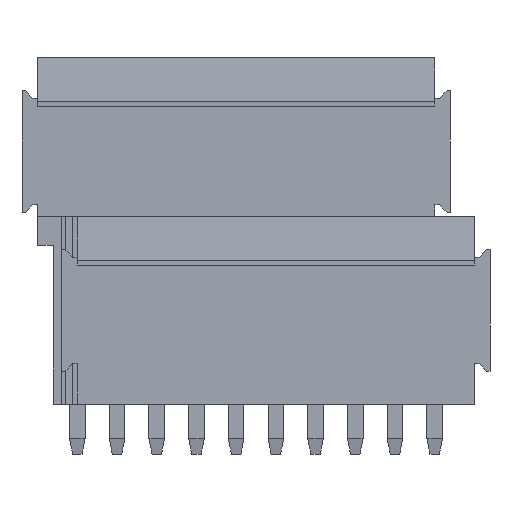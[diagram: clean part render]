
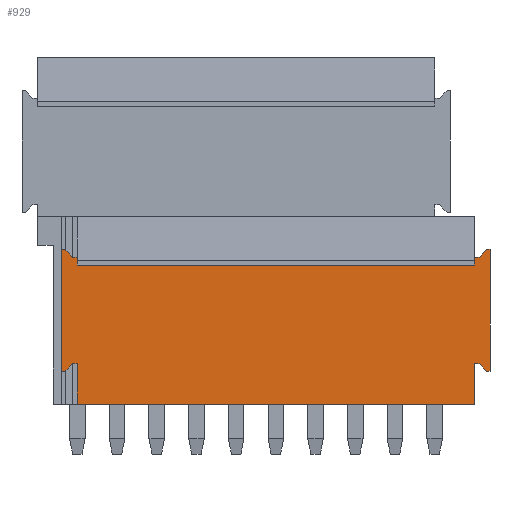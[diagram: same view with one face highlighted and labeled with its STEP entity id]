
A CAD part, front view. The second image highlights one B-rep face of the part: STEP entity #929.
In plain terms, the highlighted planar face has unit normal (0, -1, 0).
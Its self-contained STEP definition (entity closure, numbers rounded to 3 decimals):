
#790=AXIS2_PLACEMENT_3D('Plane Axis2P3D',#787,#788,#789) ;
#694=CARTESIAN_POINT('Vertex',(3.54,0.8,12.1)) ;
#697=CARTESIAN_POINT('Line Origine',(16.24,0.8,12.1)) ;
#701=CARTESIAN_POINT('Vertex',(28.94,0.8,12.1)) ;
#720=CARTESIAN_POINT('Vertex',(3.54,0.8,12.6)) ;
#723=CARTESIAN_POINT('Line Origine',(3.54,0.8,12.35)) ;
#742=CARTESIAN_POINT('Vertex',(3.54,0.8,5.8)) ;
#768=CARTESIAN_POINT('Vertex',(3.54,0.8,3.2)) ;
#771=CARTESIAN_POINT('Line Origine',(3.54,0.8,4.5)) ;
#787=CARTESIAN_POINT('Axis2P3D Location',(1.,0.8,3.2)) ;
#792=CARTESIAN_POINT('Line Origine',(3.39,0.8,12.6)) ;
#796=CARTESIAN_POINT('Vertex',(3.24,0.8,12.6)) ;
#799=CARTESIAN_POINT('Line Origine',(2.99,0.8,12.85)) ;
#803=CARTESIAN_POINT('Vertex',(2.74,0.8,13.1)) ;
#806=CARTESIAN_POINT('Line Origine',(2.64,0.8,13.1)) ;
#810=CARTESIAN_POINT('Vertex',(2.54,0.8,13.1)) ;
#813=CARTESIAN_POINT('Line Origine',(2.54,0.8,9.2)) ;
#817=CARTESIAN_POINT('Vertex',(2.54,0.8,5.3)) ;
#820=CARTESIAN_POINT('Line Origine',(2.64,0.8,5.3)) ;
#824=CARTESIAN_POINT('Vertex',(2.74,0.8,5.3)) ;
#827=CARTESIAN_POINT('Line Origine',(2.99,0.8,5.55)) ;
#831=CARTESIAN_POINT('Vertex',(3.24,0.8,5.8)) ;
#834=CARTESIAN_POINT('Line Origine',(3.39,0.8,5.8)) ;
#839=CARTESIAN_POINT('Line Origine',(16.24,0.8,3.2)) ;
#843=CARTESIAN_POINT('Vertex',(28.94,0.8,3.2)) ;
#846=CARTESIAN_POINT('Line Origine',(28.94,0.8,4.5)) ;
#850=CARTESIAN_POINT('Vertex',(28.94,0.8,5.8)) ;
#853=CARTESIAN_POINT('Line Origine',(29.09,0.8,5.8)) ;
#857=CARTESIAN_POINT('Vertex',(29.24,0.8,5.8)) ;
#860=CARTESIAN_POINT('Line Origine',(29.49,0.8,5.55)) ;
#864=CARTESIAN_POINT('Vertex',(29.74,0.8,5.3)) ;
#867=CARTESIAN_POINT('Line Origine',(29.84,0.8,5.3)) ;
#871=CARTESIAN_POINT('Vertex',(29.94,0.8,5.3)) ;
#874=CARTESIAN_POINT('Line Origine',(29.94,0.8,9.2)) ;
#878=CARTESIAN_POINT('Vertex',(29.94,0.8,13.1)) ;
#881=CARTESIAN_POINT('Line Origine',(29.84,0.8,13.1)) ;
#885=CARTESIAN_POINT('Vertex',(29.74,0.8,13.1)) ;
#888=CARTESIAN_POINT('Line Origine',(29.49,0.8,12.85)) ;
#892=CARTESIAN_POINT('Vertex',(29.24,0.8,12.6)) ;
#895=CARTESIAN_POINT('Line Origine',(29.09,0.8,12.6)) ;
#899=CARTESIAN_POINT('Vertex',(28.94,0.8,12.6)) ;
#902=CARTESIAN_POINT('Line Origine',(28.94,0.8,12.35)) ;
#698=DIRECTION('Vector Direction',(1.,0.,0.)) ;
#724=DIRECTION('Vector Direction',(0.,0.,1.)) ;
#772=DIRECTION('Vector Direction',(0.,0.,1.)) ;
#788=DIRECTION('Axis2P3D Direction',(-0.,1.,0.)) ;
#789=DIRECTION('Axis2P3D XDirection',(0.,0.,1.)) ;
#793=DIRECTION('Vector Direction',(-1.,0.,0.)) ;
#800=DIRECTION('Vector Direction',(-0.707,0.,0.707)) ;
#807=DIRECTION('Vector Direction',(-1.,0.,0.)) ;
#814=DIRECTION('Vector Direction',(0.,0.,-1.)) ;
#821=DIRECTION('Vector Direction',(1.,0.,0.)) ;
#828=DIRECTION('Vector Direction',(0.707,0.,0.707)) ;
#835=DIRECTION('Vector Direction',(1.,0.,0.)) ;
#840=DIRECTION('Vector Direction',(1.,0.,0.)) ;
#847=DIRECTION('Vector Direction',(0.,0.,1.)) ;
#854=DIRECTION('Vector Direction',(-1.,0.,0.)) ;
#861=DIRECTION('Vector Direction',(-0.707,0.,0.707)) ;
#868=DIRECTION('Vector Direction',(-1.,0.,0.)) ;
#875=DIRECTION('Vector Direction',(0.,0.,-1.)) ;
#882=DIRECTION('Vector Direction',(1.,0.,0.)) ;
#889=DIRECTION('Vector Direction',(0.707,0.,0.707)) ;
#896=DIRECTION('Vector Direction',(1.,0.,0.)) ;
#903=DIRECTION('Vector Direction',(0.,0.,1.)) ;
#699=VECTOR('Line Direction',#698,1.) ;
#725=VECTOR('Line Direction',#724,1.) ;
#773=VECTOR('Line Direction',#772,1.) ;
#794=VECTOR('Line Direction',#793,1.) ;
#801=VECTOR('Line Direction',#800,1.) ;
#808=VECTOR('Line Direction',#807,1.) ;
#815=VECTOR('Line Direction',#814,1.) ;
#822=VECTOR('Line Direction',#821,1.) ;
#829=VECTOR('Line Direction',#828,1.) ;
#836=VECTOR('Line Direction',#835,1.) ;
#841=VECTOR('Line Direction',#840,1.) ;
#848=VECTOR('Line Direction',#847,1.) ;
#855=VECTOR('Line Direction',#854,1.) ;
#862=VECTOR('Line Direction',#861,1.) ;
#869=VECTOR('Line Direction',#868,1.) ;
#876=VECTOR('Line Direction',#875,1.) ;
#883=VECTOR('Line Direction',#882,1.) ;
#890=VECTOR('Line Direction',#889,1.) ;
#897=VECTOR('Line Direction',#896,1.) ;
#904=VECTOR('Line Direction',#903,1.) ;
#908=ORIENTED_EDGE('',*,*,#727,.T.) ;
#909=ORIENTED_EDGE('',*,*,#798,.T.) ;
#910=ORIENTED_EDGE('',*,*,#805,.T.) ;
#911=ORIENTED_EDGE('',*,*,#812,.T.) ;
#912=ORIENTED_EDGE('',*,*,#819,.T.) ;
#913=ORIENTED_EDGE('',*,*,#826,.T.) ;
#914=ORIENTED_EDGE('',*,*,#833,.T.) ;
#915=ORIENTED_EDGE('',*,*,#838,.T.) ;
#916=ORIENTED_EDGE('',*,*,#775,.F.) ;
#917=ORIENTED_EDGE('',*,*,#845,.T.) ;
#918=ORIENTED_EDGE('',*,*,#852,.T.) ;
#919=ORIENTED_EDGE('',*,*,#859,.T.) ;
#920=ORIENTED_EDGE('',*,*,#866,.T.) ;
#921=ORIENTED_EDGE('',*,*,#873,.T.) ;
#922=ORIENTED_EDGE('',*,*,#880,.T.) ;
#923=ORIENTED_EDGE('',*,*,#887,.T.) ;
#924=ORIENTED_EDGE('',*,*,#894,.T.) ;
#925=ORIENTED_EDGE('',*,*,#901,.T.) ;
#926=ORIENTED_EDGE('',*,*,#906,.T.) ;
#927=ORIENTED_EDGE('',*,*,#703,.F.) ;
#929=ADVANCED_FACE('Housing',(#928),#791,.F.) ;
#703=EDGE_CURVE('',#695,#702,#700,.T.) ;
#727=EDGE_CURVE('',#695,#721,#726,.T.) ;
#775=EDGE_CURVE('',#769,#743,#774,.T.) ;
#798=EDGE_CURVE('',#721,#797,#795,.T.) ;
#805=EDGE_CURVE('',#797,#804,#802,.T.) ;
#812=EDGE_CURVE('',#804,#811,#809,.T.) ;
#819=EDGE_CURVE('',#811,#818,#816,.T.) ;
#826=EDGE_CURVE('',#818,#825,#823,.T.) ;
#833=EDGE_CURVE('',#825,#832,#830,.T.) ;
#838=EDGE_CURVE('',#832,#743,#837,.T.) ;
#845=EDGE_CURVE('',#769,#844,#842,.T.) ;
#852=EDGE_CURVE('',#844,#851,#849,.T.) ;
#859=EDGE_CURVE('',#851,#858,#856,.F.) ;
#866=EDGE_CURVE('',#858,#865,#863,.F.) ;
#873=EDGE_CURVE('',#865,#872,#870,.F.) ;
#880=EDGE_CURVE('',#872,#879,#877,.F.) ;
#887=EDGE_CURVE('',#879,#886,#884,.F.) ;
#894=EDGE_CURVE('',#886,#893,#891,.F.) ;
#901=EDGE_CURVE('',#893,#900,#898,.F.) ;
#906=EDGE_CURVE('',#900,#702,#905,.F.) ;
#907=EDGE_LOOP('',(#908,#909,#910,#911,#912,#913,#914,#915,#916,#917,#918,#919,#920,#921,#922,#923,#924,#925,#926,#927)) ;
#928=FACE_OUTER_BOUND('',#907,.T.) ;
#700=LINE('Line',#697,#699) ;
#726=LINE('Line',#723,#725) ;
#774=LINE('Line',#771,#773) ;
#795=LINE('Line',#792,#794) ;
#802=LINE('Line',#799,#801) ;
#809=LINE('Line',#806,#808) ;
#816=LINE('Line',#813,#815) ;
#823=LINE('Line',#820,#822) ;
#830=LINE('Line',#827,#829) ;
#837=LINE('Line',#834,#836) ;
#842=LINE('Line',#839,#841) ;
#849=LINE('Line',#846,#848) ;
#856=LINE('Line',#853,#855) ;
#863=LINE('Line',#860,#862) ;
#870=LINE('Line',#867,#869) ;
#877=LINE('Line',#874,#876) ;
#884=LINE('Line',#881,#883) ;
#891=LINE('Line',#888,#890) ;
#898=LINE('Line',#895,#897) ;
#905=LINE('Line',#902,#904) ;
#791=PLANE('',#790) ;
#695=VERTEX_POINT('',#694) ;
#702=VERTEX_POINT('',#701) ;
#721=VERTEX_POINT('',#720) ;
#743=VERTEX_POINT('',#742) ;
#769=VERTEX_POINT('',#768) ;
#797=VERTEX_POINT('',#796) ;
#804=VERTEX_POINT('',#803) ;
#811=VERTEX_POINT('',#810) ;
#818=VERTEX_POINT('',#817) ;
#825=VERTEX_POINT('',#824) ;
#832=VERTEX_POINT('',#831) ;
#844=VERTEX_POINT('',#843) ;
#851=VERTEX_POINT('',#850) ;
#858=VERTEX_POINT('',#857) ;
#865=VERTEX_POINT('',#864) ;
#872=VERTEX_POINT('',#871) ;
#879=VERTEX_POINT('',#878) ;
#886=VERTEX_POINT('',#885) ;
#893=VERTEX_POINT('',#892) ;
#900=VERTEX_POINT('',#899) ;
